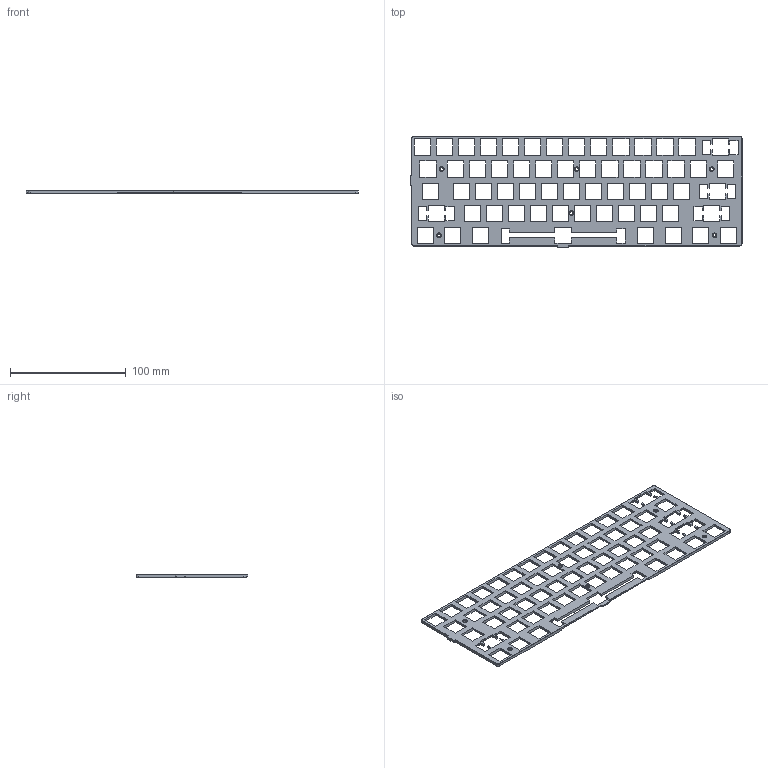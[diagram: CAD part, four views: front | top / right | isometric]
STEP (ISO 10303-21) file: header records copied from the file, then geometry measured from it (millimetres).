
FILE_DESCRIPTION(('HOOPS Exchange Step'),'2;1');
FILE_NAME('temp_export','2025-05-15T14:47:35+08:00',('13271'),('Shapr3D Limited'),'HOOPS Exchange 2024.8','Shapr3D','Authorized');
FILE_SCHEMA( ('AP242_MANAGED_MODEL_BASED_3D_ENGINEERING_MIM_LF {1 0 10303 442 1 1 4}') );
Length unit declared in the file: millimetre
Products named in the file (1): root
Bounding box: 286.88 x 96.47 x 2.4 mm (x, y, z)
Volume: 30940.4 mm3; surface area: 38718.3 mm2
Topology: 1 solids, 1 shells, 649 faces, 1915 edges, 1273 vertices
Faces by surface type: plane 621, cylinder 20, cone 8
Full cylindrical faces by diameter (mm): 2.6 x6, 4 x6
Entity records: 21522 total; most frequent: CARTESIAN_POINT 3839, ORIENTED_EDGE 3830, DIRECTION 3274, EDGE_CURVE 1915, VECTOR 1858, LINE 1858, VERTEX_POINT 1273, EDGE_LOOP 788
